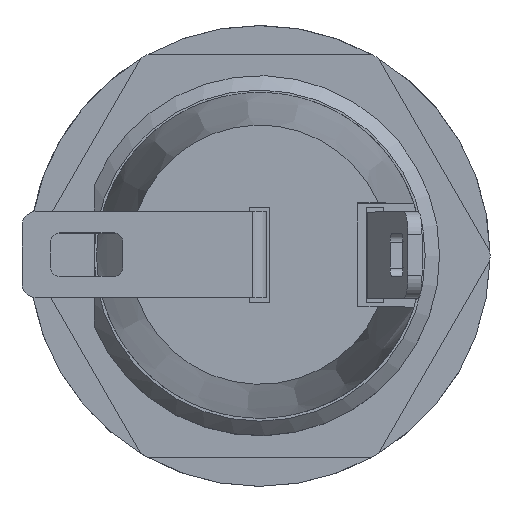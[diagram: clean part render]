
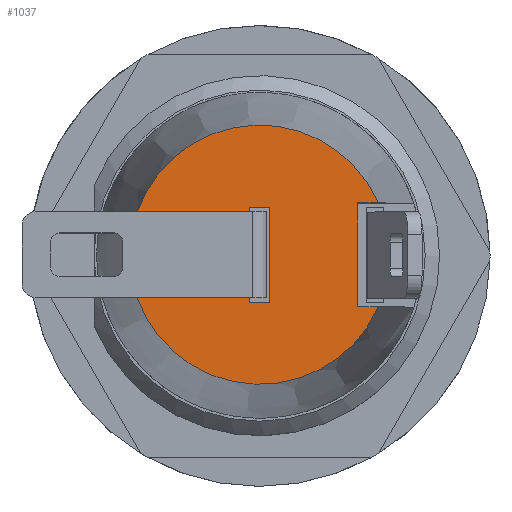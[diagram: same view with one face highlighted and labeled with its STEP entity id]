
A CAD part, top view. The second image highlights one B-rep face of the part: STEP entity #1037.
In plain terms, the highlighted planar face has unit normal (0, 0, 1).
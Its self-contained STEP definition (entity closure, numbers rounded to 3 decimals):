
#977 = EDGE_CURVE( '', #3051, #3052, #3053, .T. );
#979 = EDGE_CURVE( '', #3055, #2941, #3056, .T. );
#1037 = ADVANCED_FACE( '', ( #3155, #3156 ), #3157, .T. );
#1254 = EDGE_CURVE( '', #2941, #3051, #3498, .T. );
#1351 = EDGE_CURVE( '', #3640, #3641, #3642, .T. );
#1382 = EDGE_CURVE( '', #3691, #3692, #3693, .T. );
#1603 = EDGE_CURVE( '', #3692, #3640, #4016, .T. );
#2090 = EDGE_CURVE( '', #3641, #3691, #4662, .T. );
#2415 = EDGE_CURVE( '', #3052, #3055, #5049, .T. );
#2941 = VERTEX_POINT( '', #5681 );
#3051 = VERTEX_POINT( '', #5869 );
#3052 = VERTEX_POINT( '', #5870 );
#3053 = LINE( '', #5871, #5872 );
#3055 = VERTEX_POINT( '', #5875 );
#3056 = LINE( '', #5876, #5877 );
#3155 = FACE_OUTER_BOUND( '', #6051, .T. );
#3156 = FACE_BOUND( '', #6052, .T. );
#3157 = PLANE( '', #6053 );
#3498 = LINE( '', #6720, #6721 );
#3640 = VERTEX_POINT( '', #6964 );
#3641 = VERTEX_POINT( '', #6965 );
#3642 = LINE( '', #6966, #6967 );
#3691 = VERTEX_POINT( '', #7038 );
#3692 = VERTEX_POINT( '', #7039 );
#3693 = LINE( '', #7040, #7041 );
#4016 = LINE( '', #7594, #7595 );
#4662 = CIRCLE( '', #8858, 4.5 );
#5049 = LINE( '', #9734, #9735 );
#5681 = CARTESIAN_POINT( '', ( -0.35, 1.65, 35. ) );
#5869 = CARTESIAN_POINT( '', ( 0.35, 1.65, 35. ) );
#5870 = CARTESIAN_POINT( '', ( 0.35, -1.65, 35. ) );
#5871 = CARTESIAN_POINT( '', ( 0.35, 1.65, 35. ) );
#5872 = VECTOR( '', #10891, 1000. );
#5875 = CARTESIAN_POINT( '', ( -0.35, -1.65, 35. ) );
#5876 = CARTESIAN_POINT( '', ( -0.35, -1.65, 35. ) );
#5877 = VECTOR( '', #10892, 1000. );
#6051 = EDGE_LOOP( '', ( #10961, #10962, #10963, #10964 ) );
#6052 = EDGE_LOOP( '', ( #10965, #10966, #10967, #10968 ) );
#6053 = AXIS2_PLACEMENT_3D( '', #10969, #10970, #10971 );
#6720 = CARTESIAN_POINT( '', ( -0.35, 1.65, 35. ) );
#6721 = VECTOR( '', #11266, 1000. );
#6964 = CARTESIAN_POINT( '', ( 3.4, 1.8, 35. ) );
#6965 = CARTESIAN_POINT( '', ( 4.124, 1.8, 35. ) );
#6966 = CARTESIAN_POINT( '', ( 3.4, 1.8, 35. ) );
#6967 = VECTOR( '', #11408, 1000. );
#7038 = CARTESIAN_POINT( '', ( 4.124, -1.8, 35. ) );
#7039 = CARTESIAN_POINT( '', ( 3.4, -1.8, 35. ) );
#7040 = CARTESIAN_POINT( '', ( 4.124, -1.8, 35. ) );
#7041 = VECTOR( '', #11447, 1000. );
#7594 = CARTESIAN_POINT( '', ( 3.4, -1.8, 35. ) );
#7595 = VECTOR( '', #11834, 1000. );
#8858 = AXIS2_PLACEMENT_3D( '', #12599, #12600, #12601 );
#9734 = CARTESIAN_POINT( '', ( 0.35, -1.65, 35. ) );
#9735 = VECTOR( '', #13043, 1000. );
#10891 = DIRECTION( '', ( 0., -1., 0. ) );
#10892 = DIRECTION( '', ( 0., 1., 0. ) );
#10961 = ORIENTED_EDGE( '', *, *, #2090, .T. );
#10962 = ORIENTED_EDGE( '', *, *, #1382, .T. );
#10963 = ORIENTED_EDGE( '', *, *, #1603, .T. );
#10964 = ORIENTED_EDGE( '', *, *, #1351, .T. );
#10965 = ORIENTED_EDGE( '', *, *, #977, .T. );
#10966 = ORIENTED_EDGE( '', *, *, #2415, .T. );
#10967 = ORIENTED_EDGE( '', *, *, #979, .T. );
#10968 = ORIENTED_EDGE( '', *, *, #1254, .T. );
#10969 = CARTESIAN_POINT( '', ( 5.27, -8.527, 35. ) );
#10970 = DIRECTION( '', ( 0., 0., 1. ) );
#10971 = DIRECTION( '', ( 0., 1., 0. ) );
#11266 = DIRECTION( '', ( 1., 0., 0. ) );
#11408 = DIRECTION( '', ( 1., 0., 0. ) );
#11447 = DIRECTION( '', ( -1., 0., 0. ) );
#11834 = DIRECTION( '', ( 0., 1., 0. ) );
#12599 = CARTESIAN_POINT( '', ( 0., 0., 35. ) );
#12600 = DIRECTION( '', ( 0., 0., 1. ) );
#12601 = DIRECTION( '', ( 0.917, 0.4, 0. ) );
#13043 = DIRECTION( '', ( -1., 0., 0. ) );
